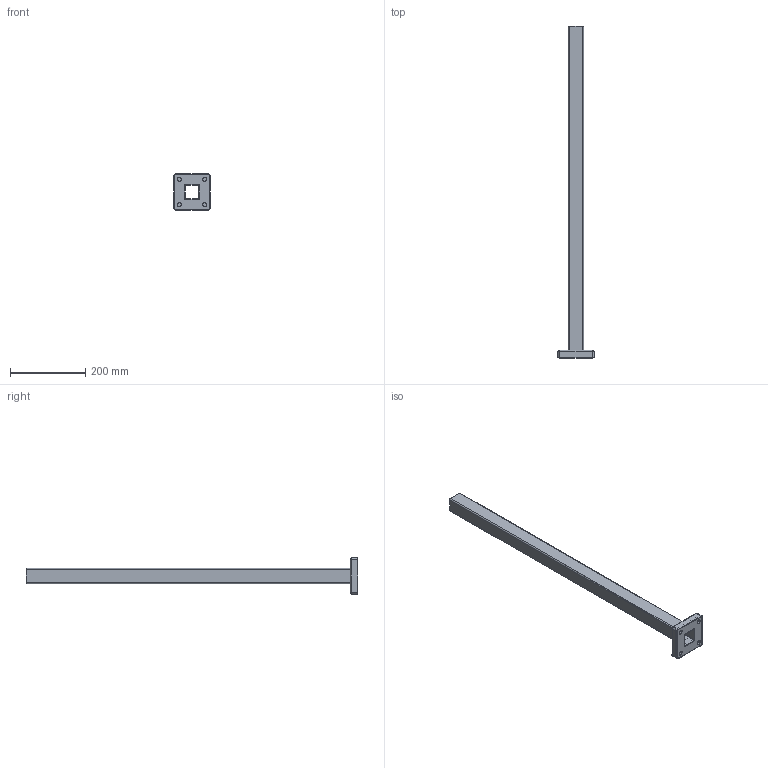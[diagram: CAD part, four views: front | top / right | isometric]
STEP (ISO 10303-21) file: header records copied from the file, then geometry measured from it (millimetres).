
FILE_DESCRIPTION (( 'STEP AP203' ), '1' );
FILE_NAME ('40560-240.step', '2019-08-20T11:18:22', ( '' ), ( '' ), 'SwSTEP 2.0', 'SolidWorks 2015', '' );
FILE_SCHEMA (( 'CONFIG_CONTROL_DESIGN' ));
Length unit declared in the file: millimetre
Products named in the file (4): 51250-240_51250-240; 54208-240_54208-240; 405XX-240 Teil1_40560-240 Teil1; 40560-240
Assembly tree (3 placements, depth 2):
  40560-240
    405XX-240 Teil1_40560-240 Teil1
    54208-240_54208-240
    51250-240_51250-240
Bounding box: 96 x 880 x 96 mm (x, y, z)
Volume: 314337.4 mm3; surface area: 307864.7 mm2
Topology: 3 solids, 3 shells, 107 faces, 268 edges, 168 vertices
Faces by surface type: cylinder 48, plane 35, cone 16, torus 8
Entity records: 3656 total; most frequent: DIRECTION 614, CARTESIAN_POINT 549, ORIENTED_EDGE 536, EDGE_CURVE 268, AXIS2_PLACEMENT_3D 233, VERTEX_POINT 168, LINE 148, VECTOR 148
